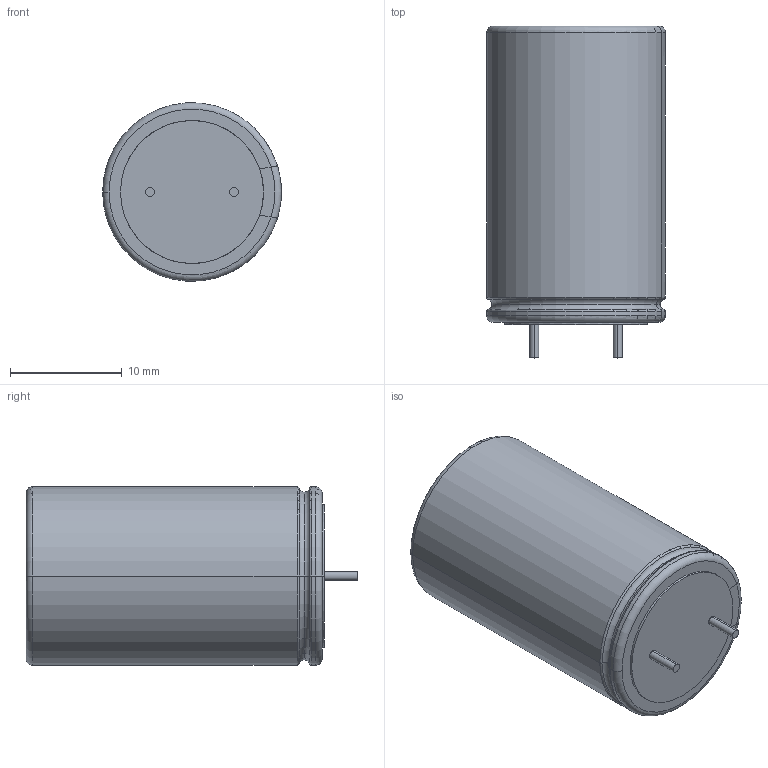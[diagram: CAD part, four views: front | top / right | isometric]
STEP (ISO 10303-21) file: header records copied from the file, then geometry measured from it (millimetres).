
FILE_DESCRIPTION (( 'STEP AP214' ), '1' );
FILE_NAME ('CAP ALTH D-16MM L-7.5MM H-26.5MM .STEP', '2017-01-07T08:46:09', ( '' ), ( '' ), 'SwSTEP 2.0', 'SolidWorks 2016', '' );
FILE_SCHEMA (( 'AUTOMOTIVE_DESIGN' ));
Length unit declared in the file: millimetre
Products named in the file (1): CAP ALTH D-16MM L-7.5MM H-26.5MM 
Bounding box: 16 x 29.7 x 15.97 mm (x, y, z)
Volume: 5326.7 mm3; surface area: 1752.8 mm2
Topology: 1 solids, 1 shells, 52 faces, 137 edges, 99 vertices
Faces by surface type: cylinder 26, torus 18, plane 8
Entity records: 2308 total; most frequent: CARTESIAN_POINT 647, ORIENTED_EDGE 274, DIRECTION 262, EDGE_CURVE 137, AXIS2_PLACEMENT_3D 110, VERTEX_POINT 99, EDGE_LOOP 64, CIRCLE 57
